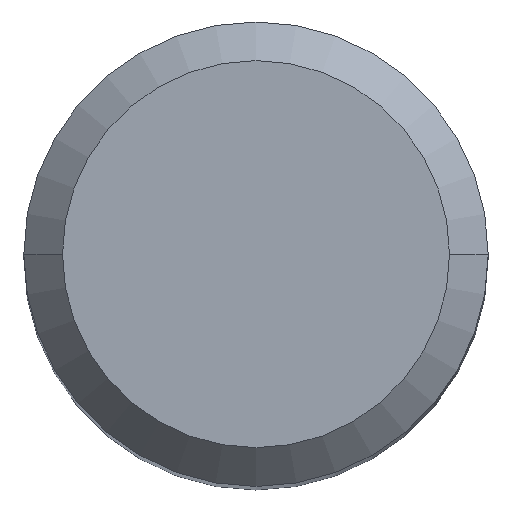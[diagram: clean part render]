
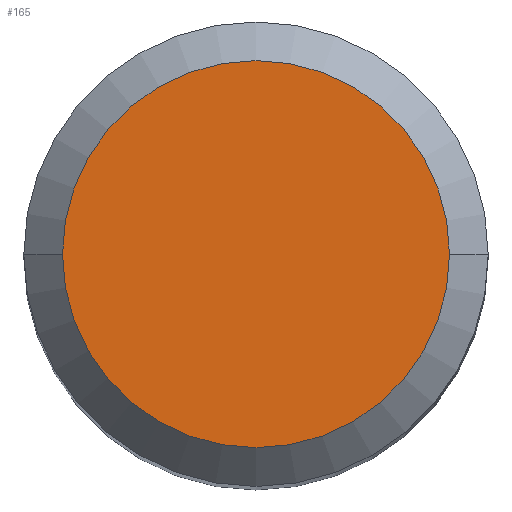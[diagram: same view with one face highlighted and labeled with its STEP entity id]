
A CAD part, top view. The second image highlights one B-rep face of the part: STEP entity #165.
In plain terms, the highlighted planar face has unit normal (0, 0, 1).
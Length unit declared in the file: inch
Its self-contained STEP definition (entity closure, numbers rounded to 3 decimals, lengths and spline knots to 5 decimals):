
#2 = DIRECTION ( 'NONE',  ( 0., 0., 1. ) ) ;
#61 = DIRECTION ( 'NONE',  ( 0., 0., -1. ) ) ;
#81 = ORIENTED_EDGE ( 'NONE', *, *, #357, .T. ) ;
#94 = FACE_OUTER_BOUND ( 'NONE', #393, .T. ) ;
#103 = ORIENTED_EDGE ( 'NONE', *, *, #262, .T. ) ;
#105 = AXIS2_PLACEMENT_3D ( 'NONE', #347, #2, #241 ) ;
#109 = CARTESIAN_POINT ( 'NONE',  ( 0., 0., 0. ) ) ;
#152 = CARTESIAN_POINT ( 'NONE',  ( -0.15625, 0., 0. ) ) ;
#156 = DIRECTION ( 'NONE',  ( -1., 0., 0. ) ) ;
#165 = ADVANCED_FACE ( 'NONE', ( #94 ), #232, .F. ) ;
#188 = VERTEX_POINT ( 'NONE', #152 ) ;
#199 = CIRCLE ( 'NONE', #461, 0.15625 ) ;
#206 = VERTEX_POINT ( 'NONE', #384 ) ;
#221 = AXIS2_PLACEMENT_3D ( 'NONE', #372, #61, #156 ) ;
#232 = PLANE ( 'NONE',  #221 ) ;
#241 = DIRECTION ( 'NONE',  ( 1., 0., 0. ) ) ;
#246 = DIRECTION ( 'NONE',  ( 0., 0., 1. ) ) ;
#262 = EDGE_CURVE ( 'NONE', #206, #188, #330, .T. ) ;
#330 = CIRCLE ( 'NONE', #105, 0.15625 ) ;
#347 = CARTESIAN_POINT ( 'NONE',  ( 0., 0., 0. ) ) ;
#357 = EDGE_CURVE ( 'NONE', #188, #206, #199, .T. ) ;
#372 = CARTESIAN_POINT ( 'NONE',  ( 0., 0., 0. ) ) ;
#384 = CARTESIAN_POINT ( 'NONE',  ( 0.15625, 0., 0. ) ) ;
#386 = DIRECTION ( 'NONE',  ( 1., 0., 0. ) ) ;
#393 = EDGE_LOOP ( 'NONE', ( #81, #103 ) ) ;
#461 = AXIS2_PLACEMENT_3D ( 'NONE', #109, #246, #386 ) ;
